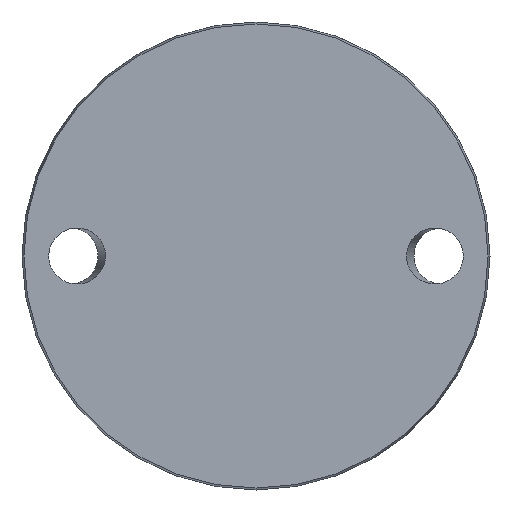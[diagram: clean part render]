
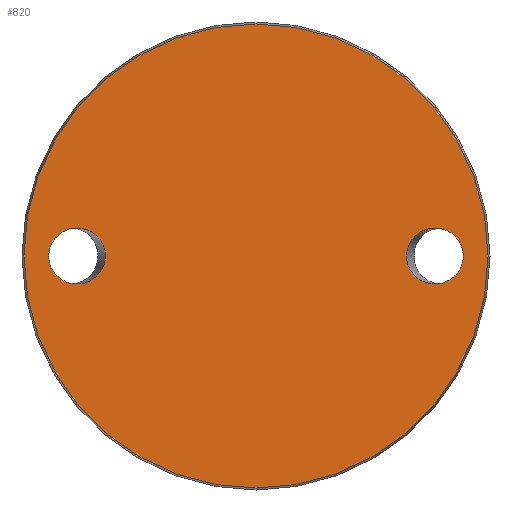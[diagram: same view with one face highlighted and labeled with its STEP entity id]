
A CAD part, front view. The second image highlights one B-rep face of the part: STEP entity #820.
In plain terms, the highlighted planar face has unit normal (0, -1, 0).
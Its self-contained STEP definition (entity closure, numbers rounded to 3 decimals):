
#9 = CARTESIAN_POINT ( 'NONE',  ( 61.115, 0., 0. ) ) ;
#67 = CARTESIAN_POINT ( 'NONE',  ( -44.385, 0., 0. ) ) ;
#129 = VERTEX_POINT ( 'NONE', #863 ) ;
#145 = DIRECTION ( 'NONE',  ( 0., 1., 0. ) ) ;
#147 = CARTESIAN_POINT ( 'NONE',  ( -44.385, 0., 16.5 ) ) ;
#172 = AXIS2_PLACEMENT_3D ( 'NONE', #802, #145, #1027 ) ;
#217 = ORIENTED_EDGE ( 'NONE', *, *, #280, .T. ) ;
#227 = CARTESIAN_POINT ( 'NONE',  ( -61.115, 0., 0. ) ) ;
#243 =( BOUNDED_CURVE ( )  B_SPLINE_CURVE ( 3, ( #227, #390, #147, #67, #398, #469, #1024 ),
 .UNSPECIFIED., .T., .F. ) 
 B_SPLINE_CURVE_WITH_KNOTS ( ( 4, 3, 4 ),
 ( 0., 3.142, 6.283 ),
 .UNSPECIFIED. ) 
 CURVE ( )  GEOMETRIC_REPRESENTATION_ITEM ( )  RATIONAL_B_SPLINE_CURVE ( ( 1., 0.333, 0.333, 1., 0.333, 0.333, 1. ) ) 
 REPRESENTATION_ITEM ( '' )  );
#259 = CARTESIAN_POINT ( 'NONE',  ( 44.385, 0., -16.5 ) ) ;
#280 = EDGE_CURVE ( 'NONE', #129, #129, #243, .T. ) ;
#317 = CARTESIAN_POINT ( 'NONE',  ( 44.385, 0., 16.5 ) ) ;
#343 = CARTESIAN_POINT ( 'NONE',  ( 61.115, 0., 16.5 ) ) ;
#369 = DIRECTION ( 'NONE',  ( 0., 0., -1. ) ) ;
#380 = CARTESIAN_POINT ( 'NONE',  ( 44.385, 0., 0. ) ) ;
#390 = CARTESIAN_POINT ( 'NONE',  ( -61.115, 0., 16.5 ) ) ;
#394 = VERTEX_POINT ( 'NONE', #380 ) ;
#398 = CARTESIAN_POINT ( 'NONE',  ( -44.385, 0., -16.5 ) ) ;
#456 = FACE_OUTER_BOUND ( 'NONE', #561, .T. ) ;
#469 = CARTESIAN_POINT ( 'NONE',  ( -61.115, 0., -16.5 ) ) ;
#479 = PLANE ( 'NONE',  #172 ) ;
#522 = CIRCLE ( 'NONE', #829, 68.425 ) ;
#561 = EDGE_LOOP ( 'NONE', ( #711 ) ) ;
#631 = EDGE_CURVE ( 'NONE', #1021, #1021, #522, .T. ) ;
#638 = FACE_BOUND ( 'NONE', #803, .T. ) ;
#711 = ORIENTED_EDGE ( 'NONE', *, *, #631, .T. ) ;
#720 = ORIENTED_EDGE ( 'NONE', *, *, #954, .F. ) ;
#748 = CARTESIAN_POINT ( 'NONE',  ( 61.115, 0., -16.5 ) ) ;
#759 = DIRECTION ( 'NONE',  ( 0., -1., 0. ) ) ;
#794 = CARTESIAN_POINT ( 'NONE',  ( 0., 0., -68.425 ) ) ;
#802 = CARTESIAN_POINT ( 'NONE',  ( -68.425, 0., 0. ) ) ;
#803 = EDGE_LOOP ( 'NONE', ( #720 ) ) ;
#820 = ADVANCED_FACE ( 'NONE', ( #927, #638, #456 ), #479, .F. ) ;
#829 = AXIS2_PLACEMENT_3D ( 'NONE', #909, #759, #369 ) ;
#863 = CARTESIAN_POINT ( 'NONE',  ( -61.115, 0., 0. ) ) ;
#898 = EDGE_LOOP ( 'NONE', ( #217 ) ) ;
#901 = CARTESIAN_POINT ( 'NONE',  ( 44.385, 0., 0. ) ) ;
#909 = CARTESIAN_POINT ( 'NONE',  ( 0., 0., 0. ) ) ;
#927 = FACE_BOUND ( 'NONE', #898, .T. ) ;
#941 =( BOUNDED_CURVE ( )  B_SPLINE_CURVE ( 3, ( #901, #259, #748, #9, #343, #317, #962 ),
 .UNSPECIFIED., .T., .F. ) 
 B_SPLINE_CURVE_WITH_KNOTS ( ( 4, 3, 4 ),
 ( 0., 3.142, 6.283 ),
 .UNSPECIFIED. ) 
 CURVE ( )  GEOMETRIC_REPRESENTATION_ITEM ( )  RATIONAL_B_SPLINE_CURVE ( ( 1., 0.333, 0.333, 1., 0.333, 0.333, 1. ) ) 
 REPRESENTATION_ITEM ( '' )  );
#954 = EDGE_CURVE ( 'NONE', #394, #394, #941, .T. ) ;
#962 = CARTESIAN_POINT ( 'NONE',  ( 44.385, 0., 0. ) ) ;
#1021 = VERTEX_POINT ( 'NONE', #794 ) ;
#1024 = CARTESIAN_POINT ( 'NONE',  ( -61.115, 0., 0. ) ) ;
#1027 = DIRECTION ( 'NONE',  ( 0., 0., 1. ) ) ;
